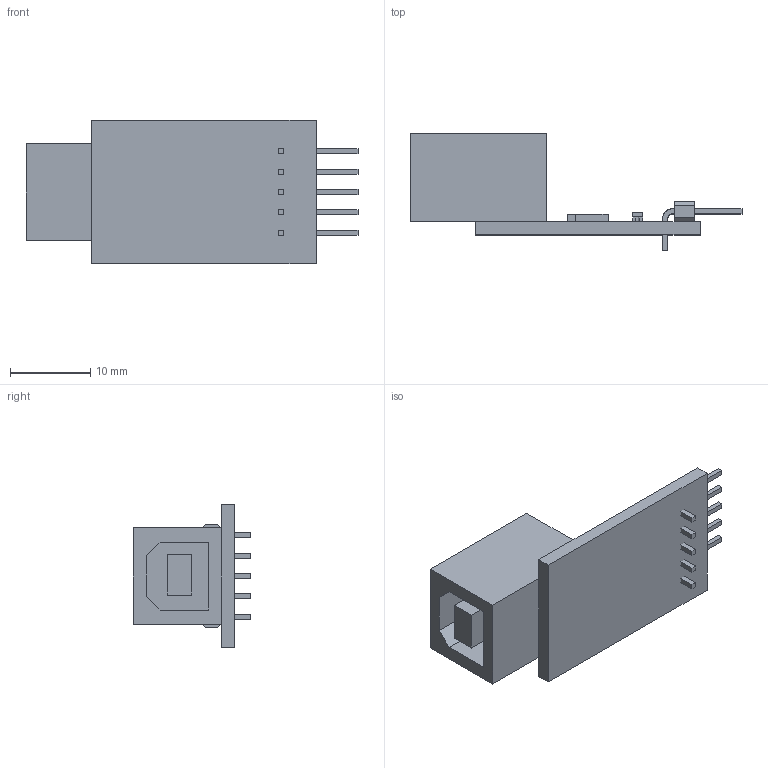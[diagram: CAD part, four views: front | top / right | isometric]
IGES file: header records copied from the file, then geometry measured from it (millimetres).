
Start section: SolidWorks IGES file using analytic representation for surfaces
Global section: file name: R286-USB-I2C.igs; native system: SolidWorks 2006 by SolidWorks Corporation; preprocessor: SolidWorks 2006 by SolidWorks Corporation; author: acroname; date: 080528.101722; units: inch
Bounding box: 41.26 x 14.62 x 17.78 mm (x, y, z)
Surface area: 3065.8 mm2 (no closed solid volume)
Topology: 0 solids, 0 shells, 162 faces, 936 edges, 936 vertices
Faces by surface type: bspline 148, revolution 14
